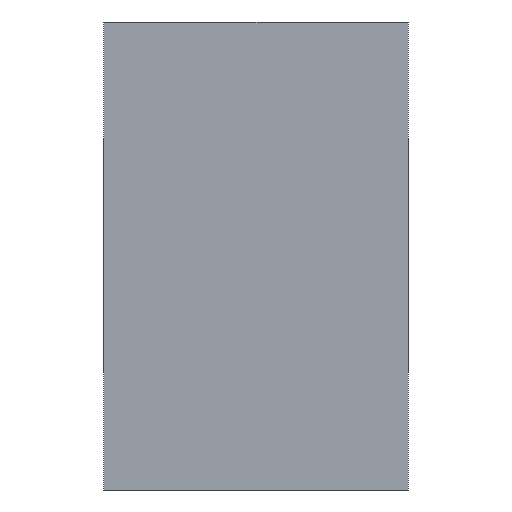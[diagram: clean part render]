
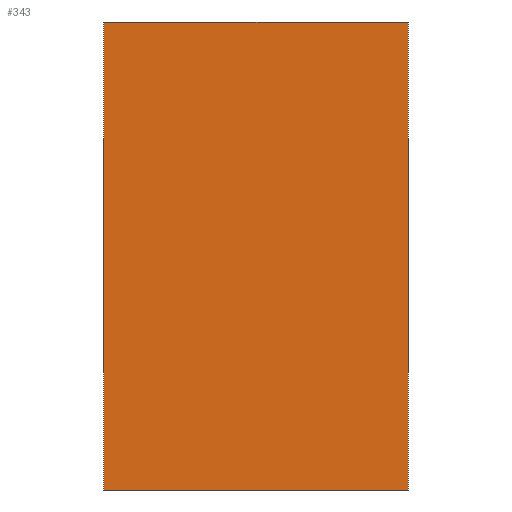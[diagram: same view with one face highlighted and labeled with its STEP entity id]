
A CAD part, left-side view. The second image highlights one B-rep face of the part: STEP entity #343.
In plain terms, the highlighted planar face has unit normal (-1, 0, 0).
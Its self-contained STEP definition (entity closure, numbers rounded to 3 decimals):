
#167=CARTESIAN_POINT('Vertex',(635.17,-113.,77.389)) ;
#170=CARTESIAN_POINT('Line Origine',(635.17,-109.75,77.389)) ;
#174=CARTESIAN_POINT('Vertex',(635.17,-106.5,77.389)) ;
#301=CARTESIAN_POINT('Vertex',(635.17,-113.,87.389)) ;
#304=CARTESIAN_POINT('Line Origine',(635.17,-113.,82.389)) ;
#320=CARTESIAN_POINT('Axis2P3D Location',(635.17,-113.,87.389)) ;
#325=CARTESIAN_POINT('Line Origine',(635.17,-109.75,87.389)) ;
#329=CARTESIAN_POINT('Vertex',(635.17,-106.5,87.389)) ;
#332=CARTESIAN_POINT('Line Origine',(635.17,-106.5,82.389)) ;
#171=DIRECTION('Vector Direction',(0.,1.,0.)) ;
#305=DIRECTION('Vector Direction',(0.,0.,-1.)) ;
#321=DIRECTION('Axis2P3D Direction',(-1.,0.,0.)) ;
#322=DIRECTION('Axis2P3D XDirection',(0.,1.,0.)) ;
#326=DIRECTION('Vector Direction',(0.,1.,0.)) ;
#333=DIRECTION('Vector Direction',(0.,0.,-1.)) ;
#323=AXIS2_PLACEMENT_3D('Plane Axis2P3D',#320,#321,#322) ;
#338=ORIENTED_EDGE('',*,*,#176,.T.) ;
#339=ORIENTED_EDGE('',*,*,#308,.F.) ;
#340=ORIENTED_EDGE('',*,*,#331,.F.) ;
#341=ORIENTED_EDGE('',*,*,#336,.T.) ;
#172=VECTOR('Line Direction',#171,1.) ;
#306=VECTOR('Line Direction',#305,1.) ;
#327=VECTOR('Line Direction',#326,1.) ;
#334=VECTOR('Line Direction',#333,1.) ;
#343=ADVANCED_FACE('Corps principal',(#342),#324,.T.) ;
#176=EDGE_CURVE('',#175,#168,#173,.F.) ;
#308=EDGE_CURVE('',#302,#168,#307,.T.) ;
#331=EDGE_CURVE('',#330,#302,#328,.F.) ;
#336=EDGE_CURVE('',#330,#175,#335,.T.) ;
#337=EDGE_LOOP('',(#338,#339,#340,#341)) ;
#342=FACE_OUTER_BOUND('',#337,.T.) ;
#173=LINE('Line',#170,#172) ;
#307=LINE('Line',#304,#306) ;
#328=LINE('Line',#325,#327) ;
#335=LINE('Line',#332,#334) ;
#324=PLANE('Plane',#323) ;
#168=VERTEX_POINT('',#167) ;
#175=VERTEX_POINT('',#174) ;
#302=VERTEX_POINT('',#301) ;
#330=VERTEX_POINT('',#329) ;
